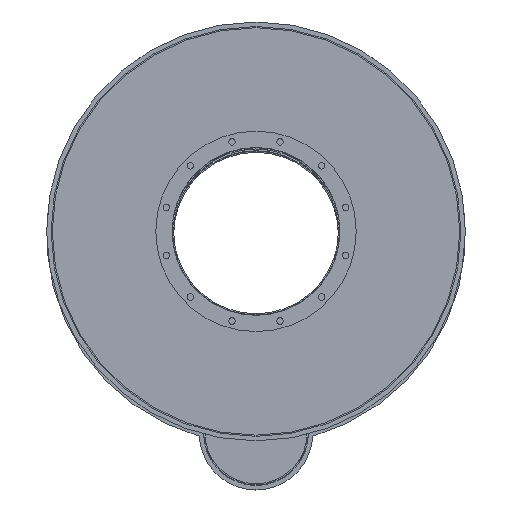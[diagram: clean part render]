
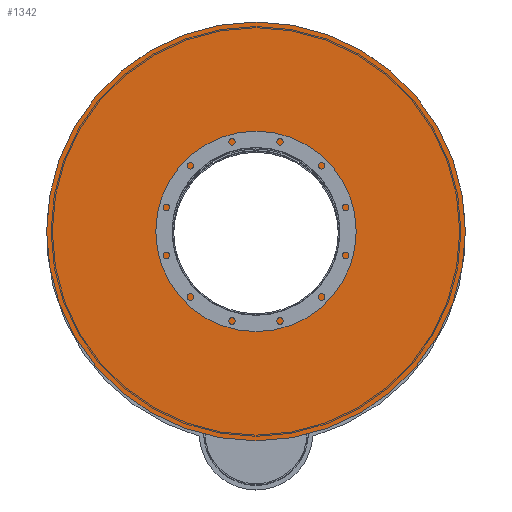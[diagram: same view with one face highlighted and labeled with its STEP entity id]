
A CAD part, top view. The second image highlights one B-rep face of the part: STEP entity #1342.
In plain terms, the highlighted planar face has unit normal (0, 0, 1).
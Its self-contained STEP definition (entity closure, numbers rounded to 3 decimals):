
#144=PLANE('',#1535);
#254=FACE_BOUND('',#535,.T.);
#344=FACE_OUTER_BOUND('',#534,.T.);
#534=EDGE_LOOP('',(#1182));
#535=EDGE_LOOP('',(#1183));
#654=CIRCLE('',#1530,280.5);
#656=CIRCLE('',#1533,700.);
#778=VERTEX_POINT('',#2291);
#780=VERTEX_POINT('',#2296);
#918=EDGE_CURVE('',#778,#778,#654,.T.);
#920=EDGE_CURVE('',#780,#780,#656,.T.);
#1182=ORIENTED_EDGE('',*,*,#920,.F.);
#1183=ORIENTED_EDGE('',*,*,#918,.T.);
#1342=ADVANCED_FACE('',(#344,#254),#144,.F.);
#1530=AXIS2_PLACEMENT_3D('',#2292,#1917,#1918);
#1533=AXIS2_PLACEMENT_3D('',#2297,#1923,#1924);
#1535=AXIS2_PLACEMENT_3D('',#2300,#1927,#1928);
#1917=DIRECTION('center_axis',(0.,0.,-1.));
#1918=DIRECTION('ref_axis',(-1.,0.,0.));
#1923=DIRECTION('center_axis',(0.,0.,-1.));
#1924=DIRECTION('ref_axis',(-1.,0.,0.));
#1927=DIRECTION('center_axis',(0.,0.,-1.));
#1928=DIRECTION('ref_axis',(-1.,0.,0.));
#2291=CARTESIAN_POINT('',(280.5,0.,6310.));
#2292=CARTESIAN_POINT('Origin',(0.,0.,6310.));
#2296=CARTESIAN_POINT('',(700.,0.,6310.));
#2297=CARTESIAN_POINT('Origin',(0.,0.,6310.));
#2300=CARTESIAN_POINT('Origin',(0.,0.,6310.));
